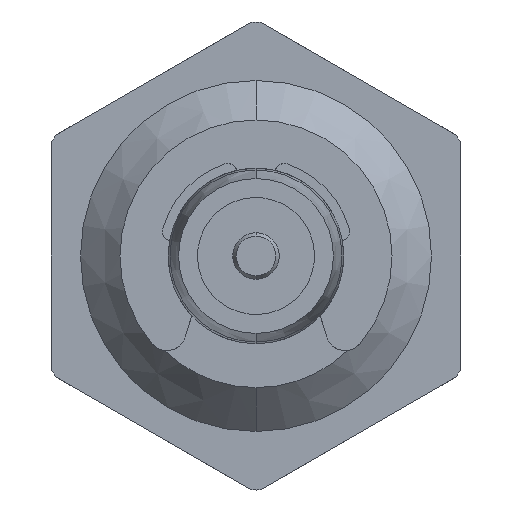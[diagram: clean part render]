
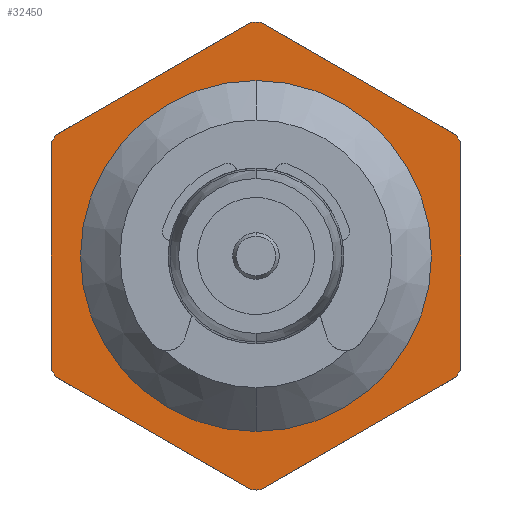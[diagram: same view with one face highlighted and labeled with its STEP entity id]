
A CAD part, front view. The second image highlights one B-rep face of the part: STEP entity #32450.
In plain terms, the highlighted planar face has unit normal (0, -1, 0).
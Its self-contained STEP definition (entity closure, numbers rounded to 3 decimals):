
#248 = DIRECTION ( 'NONE',  ( -0.866, 0., -0.5 ) ) ;
#1134 = CIRCLE ( 'NONE', #31889, 8. ) ;
#1525 = LINE ( 'NONE', #16345, #6435 ) ;
#1791 = CARTESIAN_POINT ( 'NONE',  ( 8., -4., -3.464 ) ) ;
#2766 = LINE ( 'NONE', #12744, #12952 ) ;
#3112 = DIRECTION ( 'NONE',  ( 0., 0., 1. ) ) ;
#3279 = CARTESIAN_POINT ( 'NONE',  ( 0., -4., 0. ) ) ;
#3831 = FACE_BOUND ( 'NONE', #21461, .T. ) ;
#3857 = CARTESIAN_POINT ( 'NONE',  ( 7., -4., -3.873 ) ) ;
#3879 = DIRECTION ( 'NONE',  ( 0., 1., 0. ) ) ;
#4035 = EDGE_CURVE ( 'NONE', #8178, #29882, #2766, .T. ) ;
#4067 = AXIS2_PLACEMENT_3D ( 'NONE', #3279, #8763, #18408 ) ;
#4214 = CARTESIAN_POINT ( 'NONE',  ( 0., -4., 0. ) ) ;
#4448 = CARTESIAN_POINT ( 'NONE',  ( 0., -4., -5.38 ) ) ;
#4485 = DIRECTION ( 'NONE',  ( 0., 1., 0. ) ) ;
#5172 = DIRECTION ( 'NONE',  ( 0., 0., 1. ) ) ;
#5454 = CARTESIAN_POINT ( 'NONE',  ( 0., -4., 0. ) ) ;
#5832 = DIRECTION ( 'NONE',  ( 0., 0., -1. ) ) ;
#6435 = VECTOR ( 'NONE', #13849, 1000. ) ;
#6497 = FACE_OUTER_BOUND ( 'NONE', #8541, .T. ) ;
#6986 = EDGE_CURVE ( 'NONE', #32813, #12902, #24731, .T. ) ;
#7483 = AXIS2_PLACEMENT_3D ( 'NONE', #13807, #31059, #10987 ) ;
#7660 = DIRECTION ( 'NONE',  ( 0., 1., 0. ) ) ;
#8129 = ORIENTED_EDGE ( 'NONE', *, *, #32040, .T. ) ;
#8178 = VERTEX_POINT ( 'NONE', #27999 ) ;
#8541 = EDGE_LOOP ( 'NONE', ( #30490, #13228, #13432, #14862, #8129, #10876, #28741, #25498, #30209, #9813, #27437, #30803, #11442 ) ) ;
#8655 = CARTESIAN_POINT ( 'NONE',  ( -7., -4., 0. ) ) ;
#8763 = DIRECTION ( 'NONE',  ( 0., 1., 0. ) ) ;
#9167 = CARTESIAN_POINT ( 'NONE',  ( 0.146, -4., -7.999 ) ) ;
#9625 = VERTEX_POINT ( 'NONE', #24326 ) ;
#9795 = CARTESIAN_POINT ( 'NONE',  ( 0., -4., 0. ) ) ;
#9813 = ORIENTED_EDGE ( 'NONE', *, *, #10157, .F. ) ;
#9954 = CIRCLE ( 'NONE', #17921, 5.38 ) ;
#10157 = EDGE_CURVE ( 'NONE', #19310, #20630, #1134, .T. ) ;
#10409 = DIRECTION ( 'NONE',  ( 0., 0., 1. ) ) ;
#10732 = DIRECTION ( 'NONE',  ( 0., 1., 0. ) ) ;
#10816 = LINE ( 'NONE', #8655, #30978 ) ;
#10876 = ORIENTED_EDGE ( 'NONE', *, *, #16743, .F. ) ;
#10987 = DIRECTION ( 'NONE',  ( 0., 0., 1. ) ) ;
#11442 = ORIENTED_EDGE ( 'NONE', *, *, #25990, .F. ) ;
#12744 = CARTESIAN_POINT ( 'NONE',  ( 1., -4., 8.66 ) ) ;
#12785 = EDGE_CURVE ( 'NONE', #19481, #28866, #24726, .T. ) ;
#12902 = VERTEX_POINT ( 'NONE', #4448 ) ;
#12940 = EDGE_CURVE ( 'NONE', #19310, #28345, #24549, .T. ) ;
#12952 = VECTOR ( 'NONE', #248, 1000. ) ;
#13228 = ORIENTED_EDGE ( 'NONE', *, *, #18252, .F. ) ;
#13283 = VERTEX_POINT ( 'NONE', #24010 ) ;
#13432 = ORIENTED_EDGE ( 'NONE', *, *, #13792, .T. ) ;
#13548 = ORIENTED_EDGE ( 'NONE', *, *, #26105, .T. ) ;
#13619 = AXIS2_PLACEMENT_3D ( 'NONE', #28321, #18210, #10409 ) ;
#13792 = EDGE_CURVE ( 'NONE', #22486, #9625, #10816, .T. ) ;
#13807 = CARTESIAN_POINT ( 'NONE',  ( 6., -4., 0. ) ) ;
#13849 = DIRECTION ( 'NONE',  ( 0.866, 0., -0.5 ) ) ;
#14240 = AXIS2_PLACEMENT_3D ( 'NONE', #30395, #7660, #32721 ) ;
#14862 = ORIENTED_EDGE ( 'NONE', *, *, #16978, .F. ) ;
#15873 = VERTEX_POINT ( 'NONE', #20857 ) ;
#16050 = CARTESIAN_POINT ( 'NONE',  ( 6.854, -4., -4.126 ) ) ;
#16345 = CARTESIAN_POINT ( 'NONE',  ( 1., -4., -8.66 ) ) ;
#16625 = PLANE ( 'NONE',  #7483 ) ;
#16743 = EDGE_CURVE ( 'NONE', #19481, #13283, #31094, .T. ) ;
#16978 = EDGE_CURVE ( 'NONE', #31496, #9625, #21561, .T. ) ;
#17463 = VECTOR ( 'NONE', #5172, 1000. ) ;
#17563 = DIRECTION ( 'NONE',  ( -0.866, 0., 0.5 ) ) ;
#17921 = AXIS2_PLACEMENT_3D ( 'NONE', #9795, #10732, #22258 ) ;
#18210 = DIRECTION ( 'NONE',  ( 0., 1., 0. ) ) ;
#18252 = EDGE_CURVE ( 'NONE', #22486, #29882, #22601, .T. ) ;
#18408 = DIRECTION ( 'NONE',  ( 0., 0., 1. ) ) ;
#18584 = CARTESIAN_POINT ( 'NONE',  ( 0.146, -4., 7.999 ) ) ;
#18849 = ORIENTED_EDGE ( 'NONE', *, *, #6986, .T. ) ;
#18904 = AXIS2_PLACEMENT_3D ( 'NONE', #28156, #32796, #27657 ) ;
#19310 = VERTEX_POINT ( 'NONE', #23954 ) ;
#19402 = CARTESIAN_POINT ( 'NONE',  ( 8., -4., 3.464 ) ) ;
#19481 = VERTEX_POINT ( 'NONE', #9167 ) ;
#19518 = CIRCLE ( 'NONE', #20029, 8. ) ;
#19607 = DIRECTION ( 'NONE',  ( 0., 0., 1. ) ) ;
#20029 = AXIS2_PLACEMENT_3D ( 'NONE', #29231, #4485, #19607 ) ;
#20630 = VERTEX_POINT ( 'NONE', #27256 ) ;
#20847 = EDGE_CURVE ( 'NONE', #15873, #28345, #31190, .T. ) ;
#20857 = CARTESIAN_POINT ( 'NONE',  ( 0., -4., 8. ) ) ;
#21376 = DIRECTION ( 'NONE',  ( 0., 1., 0. ) ) ;
#21461 = EDGE_LOOP ( 'NONE', ( #18849, #13548 ) ) ;
#21561 = CIRCLE ( 'NONE', #13619, 8. ) ;
#21818 = VERTEX_POINT ( 'NONE', #3857 ) ;
#22258 = DIRECTION ( 'NONE',  ( 0., 0., 1. ) ) ;
#22462 = EDGE_CURVE ( 'NONE', #21818, #20630, #27576, .T. ) ;
#22486 = VERTEX_POINT ( 'NONE', #22767 ) ;
#22544 = DIRECTION ( 'NONE',  ( 0., 0., 1. ) ) ;
#22601 = CIRCLE ( 'NONE', #28952, 8. ) ;
#22767 = CARTESIAN_POINT ( 'NONE',  ( -7., -4., 3.873 ) ) ;
#23038 = CARTESIAN_POINT ( 'NONE',  ( -6.854, -4., 4.126 ) ) ;
#23954 = CARTESIAN_POINT ( 'NONE',  ( 6.854, -4., 4.126 ) ) ;
#24010 = CARTESIAN_POINT ( 'NONE',  ( -0.146, -4., -7.999 ) ) ;
#24326 = CARTESIAN_POINT ( 'NONE',  ( -7., -4., -3.873 ) ) ;
#24549 = LINE ( 'NONE', #19402, #31460 ) ;
#24726 = LINE ( 'NONE', #1791, #27230 ) ;
#24731 = CIRCLE ( 'NONE', #18904, 5.38 ) ;
#25498 = ORIENTED_EDGE ( 'NONE', *, *, #29347, .F. ) ;
#25990 = EDGE_CURVE ( 'NONE', #8178, #15873, #19518, .T. ) ;
#26105 = EDGE_CURVE ( 'NONE', #12902, #32813, #9954, .T. ) ;
#26567 = DIRECTION ( 'NONE',  ( 0.866, 0., 0.5 ) ) ;
#27128 = DIRECTION ( 'NONE',  ( 0., 0., 1. ) ) ;
#27230 = VECTOR ( 'NONE', #26567, 1000. ) ;
#27256 = CARTESIAN_POINT ( 'NONE',  ( 7., -4., 3.873 ) ) ;
#27437 = ORIENTED_EDGE ( 'NONE', *, *, #12940, .T. ) ;
#27519 = DIRECTION ( 'NONE',  ( 0., 1., 0. ) ) ;
#27576 = LINE ( 'NONE', #27740, #17463 ) ;
#27657 = DIRECTION ( 'NONE',  ( 0., 0., 1. ) ) ;
#27740 = CARTESIAN_POINT ( 'NONE',  ( 7., -4., 0. ) ) ;
#27999 = CARTESIAN_POINT ( 'NONE',  ( -0.146, -4., 7.999 ) ) ;
#28156 = CARTESIAN_POINT ( 'NONE',  ( 0., -4., 0. ) ) ;
#28215 = CARTESIAN_POINT ( 'NONE',  ( -6.854, -4., -4.126 ) ) ;
#28321 = CARTESIAN_POINT ( 'NONE',  ( 0., -4., 0. ) ) ;
#28345 = VERTEX_POINT ( 'NONE', #18584 ) ;
#28562 = CIRCLE ( 'NONE', #29646, 8. ) ;
#28741 = ORIENTED_EDGE ( 'NONE', *, *, #12785, .T. ) ;
#28866 = VERTEX_POINT ( 'NONE', #16050 ) ;
#28952 = AXIS2_PLACEMENT_3D ( 'NONE', #32332, #27519, #22544 ) ;
#29039 = CARTESIAN_POINT ( 'NONE',  ( 0., -4., 5.38 ) ) ;
#29231 = CARTESIAN_POINT ( 'NONE',  ( 0., -4., 0. ) ) ;
#29347 = EDGE_CURVE ( 'NONE', #21818, #28866, #28562, .T. ) ;
#29646 = AXIS2_PLACEMENT_3D ( 'NONE', #4214, #3879, #27128 ) ;
#29882 = VERTEX_POINT ( 'NONE', #23038 ) ;
#30209 = ORIENTED_EDGE ( 'NONE', *, *, #22462, .T. ) ;
#30395 = CARTESIAN_POINT ( 'NONE',  ( 0., -4., 0. ) ) ;
#30490 = ORIENTED_EDGE ( 'NONE', *, *, #4035, .T. ) ;
#30803 = ORIENTED_EDGE ( 'NONE', *, *, #20847, .F. ) ;
#30978 = VECTOR ( 'NONE', #5832, 1000. ) ;
#31059 = DIRECTION ( 'NONE',  ( 0., 1., 0. ) ) ;
#31094 = CIRCLE ( 'NONE', #4067, 8. ) ;
#31190 = CIRCLE ( 'NONE', #14240, 8. ) ;
#31460 = VECTOR ( 'NONE', #17563, 1000. ) ;
#31496 = VERTEX_POINT ( 'NONE', #28215 ) ;
#31889 = AXIS2_PLACEMENT_3D ( 'NONE', #5454, #21376, #3112 ) ;
#32040 = EDGE_CURVE ( 'NONE', #31496, #13283, #1525, .T. ) ;
#32332 = CARTESIAN_POINT ( 'NONE',  ( 0., -4., 0. ) ) ;
#32450 = ADVANCED_FACE ( 'Defeature ausgef�hrt1_1113', ( #6497, #3831 ), #16625, .F. ) ;
#32721 = DIRECTION ( 'NONE',  ( 0., 0., 1. ) ) ;
#32796 = DIRECTION ( 'NONE',  ( 0., 1., 0. ) ) ;
#32813 = VERTEX_POINT ( 'NONE', #29039 ) ;
